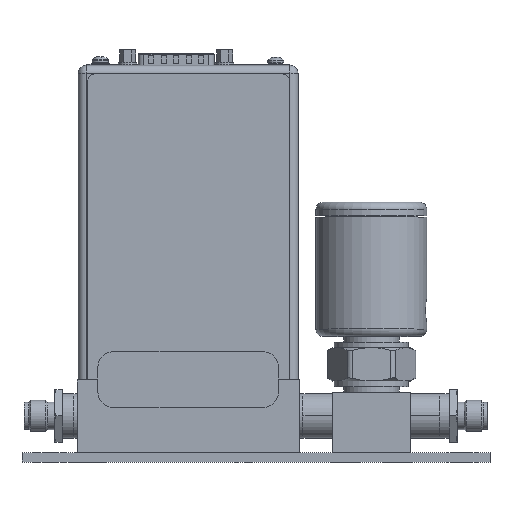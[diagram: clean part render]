
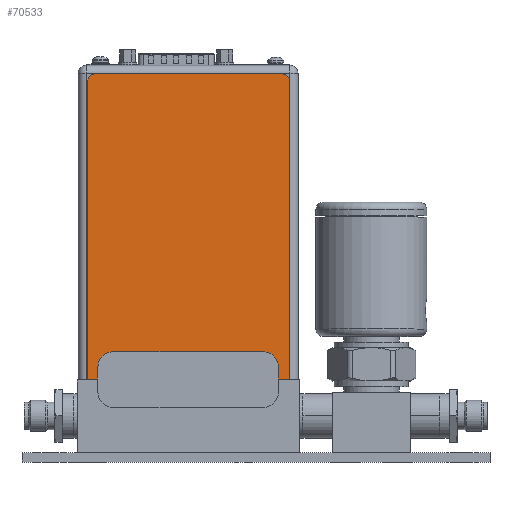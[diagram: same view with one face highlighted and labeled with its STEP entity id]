
A CAD part, top view. The second image highlights one B-rep face of the part: STEP entity #70533.
In plain terms, the highlighted planar face has unit normal (0, 0, 1).
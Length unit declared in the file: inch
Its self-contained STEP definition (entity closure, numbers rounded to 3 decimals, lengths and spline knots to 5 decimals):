
#70366=CARTESIAN_POINT('',(2.63,4.04,0.004));
#70367=DIRECTION('',(0.,0.,-1.));
#70368=DIRECTION('',(0.,1.,0.));
#70369=AXIS2_PLACEMENT_3D('',#70366,#70367,#70368);
#70371=DIRECTION('',(0.,-1.,0.));
#70372=VECTOR('',#70371,4.04);
#70373=CARTESIAN_POINT('',(2.73,4.04,0.004));
#70374=LINE('',#70373,#70372);
#70375=DIRECTION('',(-1.,0.,0.));
#70376=VECTOR('',#70375,2.73);
#70377=CARTESIAN_POINT('',(2.73,0.,0.004));
#70378=LINE('',#70377,#70376);
#70379=DIRECTION('',(0.,1.,0.));
#70380=VECTOR('',#70379,4.04);
#70381=CARTESIAN_POINT('',(0.,0.,0.004));
#70382=LINE('',#70381,#70380);
#70383=CARTESIAN_POINT('',(0.1,4.04,0.004));
#70384=DIRECTION('',(0.,0.,-1.));
#70385=DIRECTION('',(-1.,0.,0.));
#70386=AXIS2_PLACEMENT_3D('',#70383,#70384,#70385);
#70388=DIRECTION('',(1.,0.,0.));
#70389=VECTOR('',#70388,2.53);
#70390=CARTESIAN_POINT('',(0.1,4.14,0.004));
#70391=LINE('',#70390,#70389);
#70404=CARTESIAN_POINT('',(2.73,4.04,0.004));
#70405=VERTEX_POINT('',#70404);
#70406=CARTESIAN_POINT('',(2.63,4.14,0.004));
#70407=VERTEX_POINT('',#70406);
#70408=CARTESIAN_POINT('',(2.73,0.,0.004));
#70409=VERTEX_POINT('',#70408);
#70410=CARTESIAN_POINT('',(0.,0.,0.004));
#70411=VERTEX_POINT('',#70410);
#70412=CARTESIAN_POINT('',(0.,4.04,0.004));
#70413=VERTEX_POINT('',#70412);
#70414=CARTESIAN_POINT('',(0.1,4.14,0.004));
#70415=VERTEX_POINT('',#70414);
#70520=CARTESIAN_POINT('',(0.,0.,0.004));
#70521=DIRECTION('',(0.,0.,1.));
#70522=DIRECTION('',(1.,0.,0.));
#70523=AXIS2_PLACEMENT_3D('',#70520,#70521,#70522);
#70524=PLANE('',#70523);
#70525=ORIENTED_EDGE('',*,*,#70444,.T.);
#70526=ORIENTED_EDGE('',*,*,#70460,.T.);
#70527=ORIENTED_EDGE('',*,*,#70473,.T.);
#70528=ORIENTED_EDGE('',*,*,#70486,.T.);
#70529=ORIENTED_EDGE('',*,*,#70501,.T.);
#70530=ORIENTED_EDGE('',*,*,#70513,.T.);
#70531=EDGE_LOOP('',(#70525,#70526,#70527,#70528,#70529,#70530));
#70532=FACE_OUTER_BOUND('',#70531,.F.);
#70533=ADVANCED_FACE('',(#70532),#70524,.T.);
#70370=CIRCLE('',#70369,0.1);
#70387=CIRCLE('',#70386,0.1);
#70444=EDGE_CURVE('',#70407,#70405,#70370,.T.);
#70460=EDGE_CURVE('',#70405,#70409,#70374,.T.);
#70473=EDGE_CURVE('',#70409,#70411,#70378,.T.);
#70486=EDGE_CURVE('',#70411,#70413,#70382,.T.);
#70501=EDGE_CURVE('',#70413,#70415,#70387,.T.);
#70513=EDGE_CURVE('',#70415,#70407,#70391,.T.);
